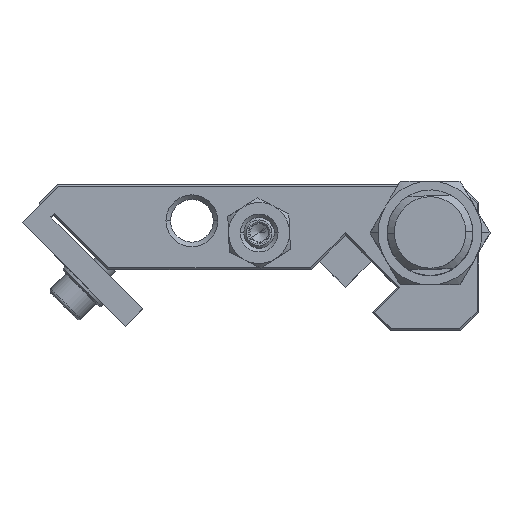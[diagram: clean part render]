
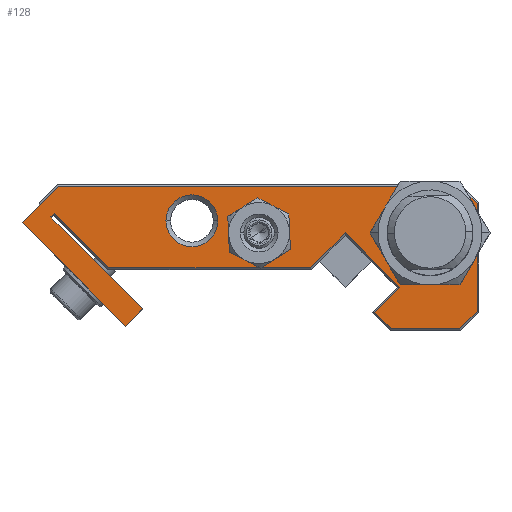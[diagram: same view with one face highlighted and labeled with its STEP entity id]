
A CAD part, top view. The second image highlights one B-rep face of the part: STEP entity #128.
In plain terms, the highlighted planar face has unit normal (0, 0, 1).
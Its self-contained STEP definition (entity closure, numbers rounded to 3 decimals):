
#128=ADVANCED_FACE('',(#374,#375,#376,#377),#378,.F.);
#374=FACE_OUTER_BOUND('',#847,.T.);
#375=FACE_BOUND('',#848,.T.);
#376=FACE_BOUND('',#849,.T.);
#377=FACE_BOUND('',#850,.T.);
#378=PLANE('',#851);
#847=EDGE_LOOP('',(#1431,#1432,#1433,#1434,#1435,#1436,#1437,#1438,#1439,#1440,#1441,#1442,#1443,#1444,#1445,#1446,#1447,#1448));
#848=EDGE_LOOP('',(#1449,#1450));
#849=EDGE_LOOP('',(#1451,#1452));
#850=EDGE_LOOP('',(#1453,#1454));
#851=AXIS2_PLACEMENT_3D('',#1455,#1456,#1457);
#1431=ORIENTED_EDGE('',*,*,#3106,.F.);
#1432=ORIENTED_EDGE('',*,*,#3107,.T.);
#1433=ORIENTED_EDGE('',*,*,#3108,.T.);
#1434=ORIENTED_EDGE('',*,*,#3109,.T.);
#1435=ORIENTED_EDGE('',*,*,#3110,.T.);
#1436=ORIENTED_EDGE('',*,*,#3111,.T.);
#1437=ORIENTED_EDGE('',*,*,#3112,.T.);
#1438=ORIENTED_EDGE('',*,*,#3113,.T.);
#1439=ORIENTED_EDGE('',*,*,#3114,.T.);
#1440=ORIENTED_EDGE('',*,*,#3115,.T.);
#1441=ORIENTED_EDGE('',*,*,#3116,.T.);
#1442=ORIENTED_EDGE('',*,*,#3117,.T.);
#1443=ORIENTED_EDGE('',*,*,#3118,.T.);
#1444=ORIENTED_EDGE('',*,*,#3091,.T.);
#1445=ORIENTED_EDGE('',*,*,#3119,.F.);
#1446=ORIENTED_EDGE('',*,*,#3120,.F.);
#1447=ORIENTED_EDGE('',*,*,#3121,.T.);
#1448=ORIENTED_EDGE('',*,*,#3122,.T.);
#1449=ORIENTED_EDGE('',*,*,#3123,.F.);
#1450=ORIENTED_EDGE('',*,*,#3065,.F.);
#1451=ORIENTED_EDGE('',*,*,#3124,.F.);
#1452=ORIENTED_EDGE('',*,*,#3075,.F.);
#1453=ORIENTED_EDGE('',*,*,#3125,.F.);
#1454=ORIENTED_EDGE('',*,*,#3085,.F.);
#1455=CARTESIAN_POINT('',(-75.956,20.507,26.051));
#1456=DIRECTION('',(0.0,0.0,-1.0));
#1457=DIRECTION('',(0.0,-1.0,0.0));
#3065=EDGE_CURVE('',#3639,#3641,#3642,.T.);
#3075=EDGE_CURVE('',#3657,#3659,#3660,.T.);
#3085=EDGE_CURVE('',#3675,#3677,#3678,.T.);
#3091=EDGE_CURVE('',#3689,#3687,#3690,.T.);
#3106=EDGE_CURVE('',#3717,#3718,#3719,.T.);
#3107=EDGE_CURVE('',#3717,#3720,#3721,.T.);
#3108=EDGE_CURVE('',#3720,#3722,#3723,.T.);
#3109=EDGE_CURVE('',#3722,#3724,#3725,.T.);
#3110=EDGE_CURVE('',#3724,#3726,#3727,.T.);
#3111=EDGE_CURVE('',#3726,#3728,#3729,.T.);
#3112=EDGE_CURVE('',#3728,#3730,#3731,.T.);
#3113=EDGE_CURVE('',#3730,#3732,#3733,.T.);
#3114=EDGE_CURVE('',#3732,#3734,#3735,.T.);
#3115=EDGE_CURVE('',#3734,#3736,#3737,.T.);
#3116=EDGE_CURVE('',#3736,#3738,#3739,.T.);
#3117=EDGE_CURVE('',#3738,#3740,#3741,.T.);
#3118=EDGE_CURVE('',#3740,#3689,#3742,.T.);
#3119=EDGE_CURVE('',#3743,#3687,#3744,.T.);
#3120=EDGE_CURVE('',#3745,#3743,#3746,.T.);
#3121=EDGE_CURVE('',#3745,#3747,#3748,.T.);
#3122=EDGE_CURVE('',#3747,#3718,#3749,.T.);
#3123=EDGE_CURVE('',#3641,#3639,#3750,.T.);
#3124=EDGE_CURVE('',#3659,#3657,#3751,.T.);
#3125=EDGE_CURVE('',#3677,#3675,#3752,.T.);
#3639=VERTEX_POINT('',#4495);
#3641=VERTEX_POINT('',#4498);
#3642=CIRCLE('',#4499,3.25);
#3657=VERTEX_POINT('',#4519);
#3659=VERTEX_POINT('',#4522);
#3660=CIRCLE('',#4523,4.25);
#3675=VERTEX_POINT('',#4543);
#3677=VERTEX_POINT('',#4546);
#3678=CIRCLE('',#4547,7.25);
#3687=VERTEX_POINT('',#4560);
#3689=VERTEX_POINT('',#4563);
#3690=LINE('',#4564,#4565);
#3717=VERTEX_POINT('',#4605);
#3718=VERTEX_POINT('',#4606);
#3719=LINE('',#4607,#4608);
#3720=VERTEX_POINT('',#4609);
#3721=LINE('',#4610,#4611);
#3722=VERTEX_POINT('',#4612);
#3723=LINE('',#4613,#4614);
#3724=VERTEX_POINT('',#4615);
#3725=LINE('',#4616,#4617);
#3726=VERTEX_POINT('',#4618);
#3727=LINE('',#4619,#4620);
#3728=VERTEX_POINT('',#4621);
#3729=LINE('',#4622,#4623);
#3730=VERTEX_POINT('',#4624);
#3731=LINE('',#4625,#4626);
#3732=VERTEX_POINT('',#4627);
#3733=LINE('',#4628,#4629);
#3734=VERTEX_POINT('',#4630);
#3735=LINE('',#4631,#4632);
#3736=VERTEX_POINT('',#4633);
#3737=LINE('',#4634,#4635);
#3738=VERTEX_POINT('',#4636);
#3739=LINE('',#4637,#4638);
#3740=VERTEX_POINT('',#4639);
#3741=LINE('',#4640,#4641);
#3742=LINE('',#4642,#4643);
#3743=VERTEX_POINT('',#4644);
#3744=LINE('',#4645,#4646);
#3745=VERTEX_POINT('',#4647);
#3746=LINE('',#4648,#4649);
#3747=VERTEX_POINT('',#4650);
#3748=LINE('',#4651,#4652);
#3749=LINE('',#4653,#4654);
#3750=CIRCLE('',#4655,3.25);
#3751=CIRCLE('',#4656,4.25);
#3752=CIRCLE('',#4657,7.25);
#4495=CARTESIAN_POINT('',(-43.206,12.507,26.051));
#4498=CARTESIAN_POINT('',(-36.706,12.507,26.051));
#4499=AXIS2_PLACEMENT_3D('',#6014,#6015,#6016);
#4519=CARTESIAN_POINT('',(-55.206,14.507,26.051));
#4522=CARTESIAN_POINT('',(-46.706,14.507,26.051));
#4523=AXIS2_PLACEMENT_3D('',#6032,#6033,#6034);
#4543=CARTESIAN_POINT('',(-19.206,12.507,26.051));
#4546=CARTESIAN_POINT('',(-4.706,12.507,26.051));
#4547=AXIS2_PLACEMENT_3D('',#6050,#6051,#6052);
#4560=CARTESIAN_POINT('',(-75.956,17.043,26.051));
#4563=CARTESIAN_POINT('',(-75.956,17.082,26.051));
#4564=CARTESIAN_POINT('',(-75.956,-3.493,26.051));
#4565=VECTOR('',#6058,1000.0);
#4605=CARTESIAN_POINT('',(-73.482,15.699,26.051));
#4606=CARTESIAN_POINT('',(-74.047,15.133,26.051));
#4607=CARTESIAN_POINT('',(-74.047,15.133,26.051));
#4608=VECTOR('',#6075,1000.0);
#4609=CARTESIAN_POINT('',(-64.589,6.807,26.051));
#4610=CARTESIAN_POINT('',(-77.123,19.34,26.051));
#4611=VECTOR('',#6076,1000.0);
#4612=CARTESIAN_POINT('',(-31.551,6.807,26.051));
#4613=CARTESIAN_POINT('',(-75.956,6.807,26.051));
#4614=VECTOR('',#6077,1000.0);
#4615=CARTESIAN_POINT('',(-25.823,12.535,26.051));
#4616=CARTESIAN_POINT('',(-46.904,-8.546,26.051));
#4617=VECTOR('',#6078,1000.0);
#4618=CARTESIAN_POINT('',(-16.913,3.626,26.051));
#4619=CARTESIAN_POINT('',(-54.875,41.588,26.051));
#4620=VECTOR('',#6079,1000.0);
#4621=CARTESIAN_POINT('',(-21.032,-0.493,26.051));
#4622=CARTESIAN_POINT('',(-37.994,-17.456,26.051));
#4623=VECTOR('',#6080,1000.0);
#4624=CARTESIAN_POINT('',(-18.332,-3.193,26.051));
#4625=CARTESIAN_POINT('',(-18.244,-3.281,26.051));
#4626=VECTOR('',#6081,1000.0);
#4627=CARTESIAN_POINT('',(-7.081,-3.193,26.051));
#4628=CARTESIAN_POINT('',(-75.956,-3.193,26.051));
#4629=VECTOR('',#6082,1000.0);
#4630=CARTESIAN_POINT('',(-4.256,-0.369,26.051));
#4631=CARTESIAN_POINT('',(-4.169,-0.281,26.051));
#4632=VECTOR('',#6083,1000.0);
#4633=CARTESIAN_POINT('',(-4.256,17.382,26.051));
#4634=CARTESIAN_POINT('',(-4.256,20.507,26.051));
#4635=VECTOR('',#6084,1000.0);
#4636=CARTESIAN_POINT('',(-7.081,20.207,26.051));
#4637=CARTESIAN_POINT('',(-7.169,20.294,26.051));
#4638=VECTOR('',#6085,1000.0);
#4639=CARTESIAN_POINT('',(-72.832,20.207,26.051));
#4640=CARTESIAN_POINT('',(-75.956,20.207,26.051));
#4641=VECTOR('',#6086,1000.0);
#4642=CARTESIAN_POINT('',(-75.744,17.294,26.051));
#4643=VECTOR('',#6087,1000.0);
#4644=CARTESIAN_POINT('',(-78.785,14.214,26.051));
#4645=CARTESIAN_POINT('',(-78.785,14.214,26.051));
#4646=VECTOR('',#6088,1000.0);
#4647=CARTESIAN_POINT('',(-61.814,-2.756,26.051));
#4648=CARTESIAN_POINT('',(-78.785,14.214,26.051));
#4649=VECTOR('',#6089,1000.0);
#4650=CARTESIAN_POINT('',(-58.986,0.072,26.051));
#4651=CARTESIAN_POINT('',(-61.814,-2.756,26.051));
#4652=VECTOR('',#6090,1000.0);
#4653=CARTESIAN_POINT('',(-75.956,17.043,26.051));
#4654=VECTOR('',#6091,1000.0);
#4655=AXIS2_PLACEMENT_3D('',#6092,#6093,#6094);
#4656=AXIS2_PLACEMENT_3D('',#6095,#6096,#6097);
#4657=AXIS2_PLACEMENT_3D('',#6098,#6099,#6100);
#6014=CARTESIAN_POINT('',(-39.956,12.507,26.051));
#6015=DIRECTION('',(0.0,0.0,1.0));
#6016=DIRECTION('',(1.0,0.0,0.0));
#6032=CARTESIAN_POINT('',(-50.956,14.507,26.051));
#6033=DIRECTION('',(0.0,0.0,1.0));
#6034=DIRECTION('',(1.0,0.0,0.0));
#6050=CARTESIAN_POINT('',(-11.956,12.507,26.051));
#6051=DIRECTION('',(0.0,0.0,1.0));
#6052=DIRECTION('',(1.0,0.0,0.0));
#6058=DIRECTION('',(-0.0,-1.0,-0.0));
#6075=DIRECTION('',(-0.707,-0.707,-0.0));
#6076=DIRECTION('',(0.707,-0.707,0.0));
#6077=DIRECTION('',(1.0,0.0,0.0));
#6078=DIRECTION('',(0.707,0.707,0.0));
#6079=DIRECTION('',(0.707,-0.707,0.0));
#6080=DIRECTION('',(-0.707,-0.707,0.0));
#6081=DIRECTION('',(0.707,-0.707,0.0));
#6082=DIRECTION('',(1.0,0.0,0.0));
#6083=DIRECTION('',(0.707,0.707,0.0));
#6084=DIRECTION('',(0.0,1.0,0.0));
#6085=DIRECTION('',(-0.707,0.707,0.0));
#6086=DIRECTION('',(-1.0,0.0,0.0));
#6087=DIRECTION('',(-0.707,-0.707,0.0));
#6088=DIRECTION('',(0.707,0.707,0.0));
#6089=DIRECTION('',(-0.707,0.707,0.0));
#6090=DIRECTION('',(0.707,0.707,0.0));
#6091=DIRECTION('',(-0.707,0.707,0.0));
#6092=CARTESIAN_POINT('',(-39.956,12.507,26.051));
#6093=DIRECTION('',(0.0,0.0,1.0));
#6094=DIRECTION('',(1.0,0.0,0.0));
#6095=CARTESIAN_POINT('',(-50.956,14.507,26.051));
#6096=DIRECTION('',(0.0,0.0,1.0));
#6097=DIRECTION('',(1.0,0.0,0.0));
#6098=CARTESIAN_POINT('',(-11.956,12.507,26.051));
#6099=DIRECTION('',(0.0,0.0,1.0));
#6100=DIRECTION('',(1.0,0.0,0.0));
